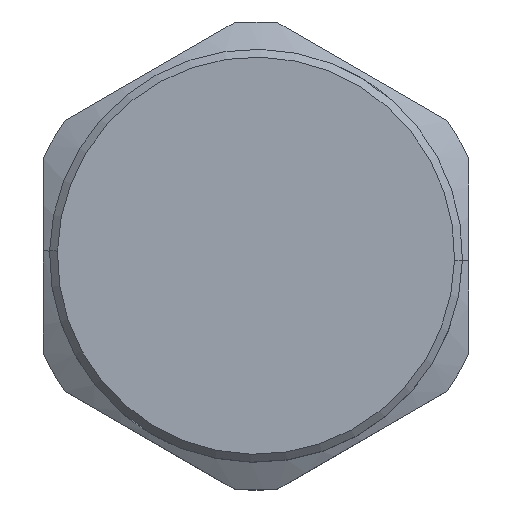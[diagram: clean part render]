
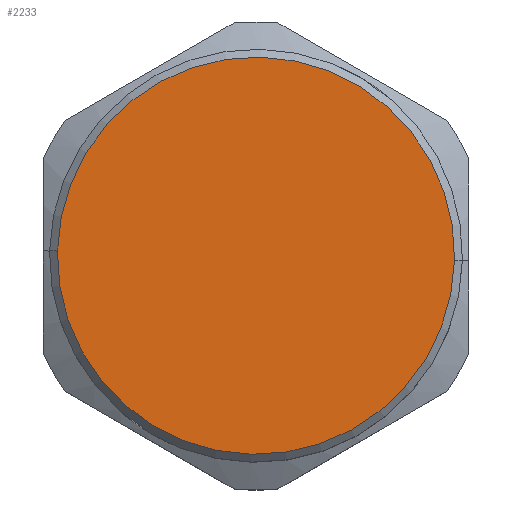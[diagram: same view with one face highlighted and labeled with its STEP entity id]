
A CAD part, top view. The second image highlights one B-rep face of the part: STEP entity #2233.
In plain terms, the highlighted planar face has unit normal (0, 0, 1).
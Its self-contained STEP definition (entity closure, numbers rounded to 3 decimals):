
#2213=AXIS2_PLACEMENT_3D('Plane Axis2P3D',#2210,#2211,#2212) ;
#2217=AXIS2_PLACEMENT_3D('Circle Axis2P3D',#2215,#2216,$) ;
#2226=AXIS2_PLACEMENT_3D('Circle Axis2P3D',#2224,#2225,$) ;
#2210=CARTESIAN_POINT('Axis2P3D Location',(2.155,21.4,29.)) ;
#2215=CARTESIAN_POINT('Axis2P3D Location',(13.5,14.85,29.)) ;
#2219=CARTESIAN_POINT('Vertex',(26.096,14.553,29.)) ;
#2221=CARTESIAN_POINT('Vertex',(0.904,15.147,29.)) ;
#2224=CARTESIAN_POINT('Axis2P3D Location',(13.5,14.85,29.)) ;
#2211=DIRECTION('Axis2P3D Direction',(0.,0.,1.)) ;
#2212=DIRECTION('Axis2P3D XDirection',(0.866,-0.5,0.)) ;
#2216=DIRECTION('Axis2P3D Direction',(0.,0.,1.)) ;
#2225=DIRECTION('Axis2P3D Direction',(0.,0.,1.)) ;
#2230=ORIENTED_EDGE('',*,*,#2223,.T.) ;
#2231=ORIENTED_EDGE('',*,*,#2228,.T.) ;
#2233=ADVANCED_FACE('BODY.1\\Koerper.2',(#2232),#2214,.T.) ;
#2218=CIRCLE('generated circle',#2217,12.6) ;
#2227=CIRCLE('generated circle',#2226,12.6) ;
#2223=EDGE_CURVE('',#2220,#2222,#2218,.T.) ;
#2228=EDGE_CURVE('',#2222,#2220,#2227,.T.) ;
#2229=EDGE_LOOP('',(#2230,#2231)) ;
#2232=FACE_OUTER_BOUND('',#2229,.T.) ;
#2214=PLANE('',#2213) ;
#2220=VERTEX_POINT('',#2219) ;
#2222=VERTEX_POINT('',#2221) ;
